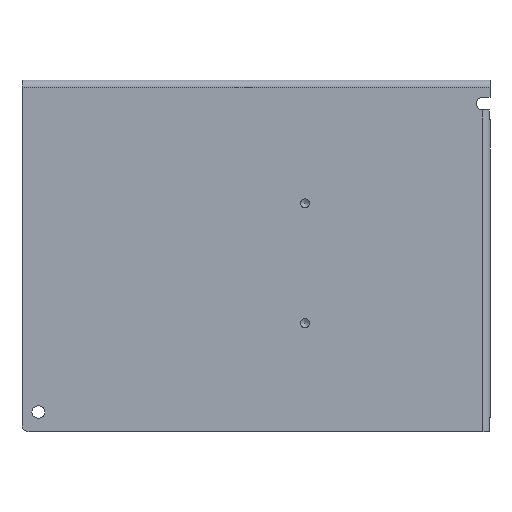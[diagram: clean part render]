
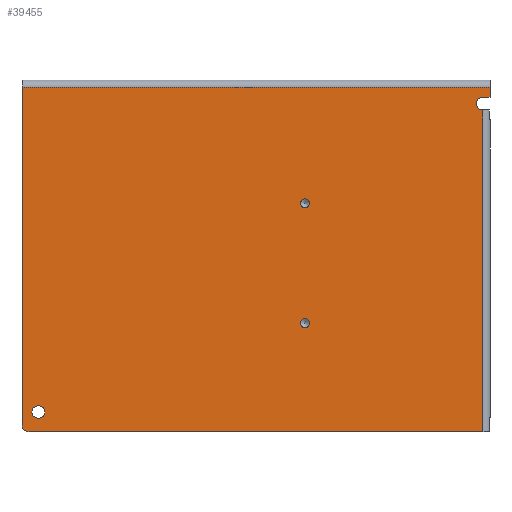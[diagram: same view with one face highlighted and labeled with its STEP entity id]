
A CAD part, front view. The second image highlights one B-rep face of the part: STEP entity #39455.
In plain terms, the highlighted planar face has unit normal (0, -1, 0).
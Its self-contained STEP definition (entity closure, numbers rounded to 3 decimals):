
#2446=FACE_BOUND('',#6854,.T.);
#2447=FACE_BOUND('',#6855,.T.);
#2448=FACE_BOUND('',#6856,.T.);
#2465=PLANE('',#41628);
#4517=FACE_OUTER_BOUND('',#6853,.T.);
#6853=EDGE_LOOP('',(#30385,#30386,#30387,#30388,#30389,#30390,#30391,#30392));
#6854=EDGE_LOOP('',(#30393));
#6855=EDGE_LOOP('',(#30394));
#6856=EDGE_LOOP('',(#30395));
#10291=LINE('',#56851,#15502);
#10302=LINE('',#56882,#15513);
#10363=LINE('',#56993,#15574);
#10633=LINE('',#57533,#15844);
#10634=LINE('',#57536,#15845);
#10635=LINE('',#57537,#15846);
#15502=VECTOR('',#45257,1000.);
#15513=VECTOR('',#45284,1000.);
#15574=VECTOR('',#45349,1000.);
#15844=VECTOR('',#45621,1000.);
#15845=VECTOR('',#45624,1000.);
#15846=VECTOR('',#45625,1000.);
#19328=CIRCLE('',#41514,1.75);
#19331=CIRCLE('',#41518,1.25);
#19333=CIRCLE('',#41522,1.25);
#19365=CIRCLE('',#41629,1.75);
#19366=CIRCLE('',#41630,2.);
#19404=VERTEX_POINT('',#53169);
#19407=VERTEX_POINT('',#53177);
#19410=VERTEX_POINT('',#53186);
#20888=VERTEX_POINT('',#56848);
#20889=VERTEX_POINT('',#56850);
#20900=VERTEX_POINT('',#56879);
#20901=VERTEX_POINT('',#56881);
#20948=VERTEX_POINT('',#56990);
#20949=VERTEX_POINT('',#56992);
#21218=VERTEX_POINT('',#57532);
#21219=VERTEX_POINT('',#57534);
#23033=EDGE_CURVE('',#19404,#19404,#19328,.T.);
#23038=EDGE_CURVE('',#19407,#19407,#19331,.T.);
#23042=EDGE_CURVE('',#19410,#19410,#19333,.T.);
#24534=EDGE_CURVE('',#20888,#20889,#10291,.T.);
#24551=EDGE_CURVE('',#20900,#20901,#10302,.T.);
#24613=EDGE_CURVE('',#20948,#20949,#10363,.T.);
#24883=EDGE_CURVE('',#20948,#21218,#10633,.T.);
#24884=EDGE_CURVE('',#21218,#21219,#19365,.T.);
#24885=EDGE_CURVE('',#21219,#20901,#10634,.T.);
#24886=EDGE_CURVE('',#20900,#20889,#10635,.T.);
#24887=EDGE_CURVE('',#20888,#20949,#19366,.T.);
#30385=ORIENTED_EDGE('',*,*,#24613,.F.);
#30386=ORIENTED_EDGE('',*,*,#24883,.T.);
#30387=ORIENTED_EDGE('',*,*,#24884,.T.);
#30388=ORIENTED_EDGE('',*,*,#24885,.T.);
#30389=ORIENTED_EDGE('',*,*,#24551,.F.);
#30390=ORIENTED_EDGE('',*,*,#24886,.T.);
#30391=ORIENTED_EDGE('',*,*,#24534,.F.);
#30392=ORIENTED_EDGE('',*,*,#24887,.T.);
#30393=ORIENTED_EDGE('',*,*,#23033,.T.);
#30394=ORIENTED_EDGE('',*,*,#23038,.F.);
#30395=ORIENTED_EDGE('',*,*,#23042,.F.);
#39455=ADVANCED_FACE('',(#4517,#2446,#2447,#2448),#2465,.T.);
#41514=AXIS2_PLACEMENT_3D('',#53170,#43664,#43665);
#41518=AXIS2_PLACEMENT_3D('',#53179,#43674,#43675);
#41522=AXIS2_PLACEMENT_3D('',#53188,#43684,#43685);
#41628=AXIS2_PLACEMENT_3D('',#57531,#45619,#45620);
#41629=AXIS2_PLACEMENT_3D('',#57535,#45622,#45623);
#41630=AXIS2_PLACEMENT_3D('',#57538,#45626,#45627);
#43664=DIRECTION('center_axis',(0.,1.,0.));
#43665=DIRECTION('ref_axis',(0.,0.,1.));
#43674=DIRECTION('center_axis',(0.,-1.,0.));
#43675=DIRECTION('ref_axis',(0.,0.,-1.));
#43684=DIRECTION('center_axis',(0.,-1.,0.));
#43685=DIRECTION('ref_axis',(0.,0.,-1.));
#45257=DIRECTION('',(0.,0.,1.));
#45284=DIRECTION('',(0.,0.,-1.));
#45349=DIRECTION('',(-1.,0.,0.));
#45619=DIRECTION('center_axis',(0.,-1.,0.));
#45620=DIRECTION('ref_axis',(0.,0.,-1.));
#45621=DIRECTION('',(0.,0.,1.));
#45622=DIRECTION('center_axis',(0.,1.,0.));
#45623=DIRECTION('ref_axis',(0.,0.,1.));
#45624=DIRECTION('',(1.,0.,0.));
#45625=DIRECTION('',(-1.,0.,0.));
#45626=DIRECTION('center_axis',(0.,-1.,0.));
#45627=DIRECTION('ref_axis',(0.,0.,-1.));
#53169=CARTESIAN_POINT('',(4.5,0.,-93.25));
#53170=CARTESIAN_POINT('Origin',(4.5,0.,-91.5));
#53177=CARTESIAN_POINT('',(78.,0.,-32.75));
#53179=CARTESIAN_POINT('Origin',(78.,0.,-34.));
#53186=CARTESIAN_POINT('',(78.,0.,-65.75));
#53188=CARTESIAN_POINT('Origin',(78.,0.,-67.));
#56848=CARTESIAN_POINT('',(0.,0.,-95.));
#56850=CARTESIAN_POINT('',(0.,0.,-2.));
#56851=CARTESIAN_POINT('',(0.,0.,0.));
#56879=CARTESIAN_POINT('',(129.,0.,-2.));
#56881=CARTESIAN_POINT('',(129.,0.,-4.75));
#56882=CARTESIAN_POINT('',(129.,0.,0.));
#56990=CARTESIAN_POINT('',(127.,0.,-97.));
#56992=CARTESIAN_POINT('',(2.,0.,-97.));
#56993=CARTESIAN_POINT('',(0.,0.,-97.));
#57531=CARTESIAN_POINT('Origin',(0.,0.,0.));
#57532=CARTESIAN_POINT('',(127.,0.,-8.25));
#57533=CARTESIAN_POINT('',(127.,0.,-8.25));
#57534=CARTESIAN_POINT('',(127.,0.,-4.75));
#57535=CARTESIAN_POINT('Origin',(127.,0.,-6.5));
#57536=CARTESIAN_POINT('',(127.,0.,-4.75));
#57537=CARTESIAN_POINT('',(0.,0.,-2.));
#57538=CARTESIAN_POINT('Origin',(2.,0.,-95.));
